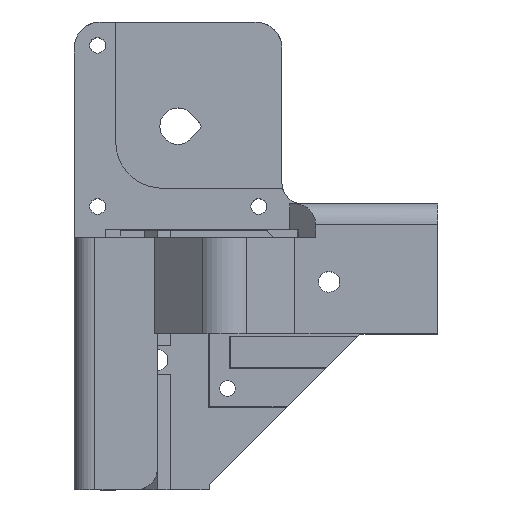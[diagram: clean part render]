
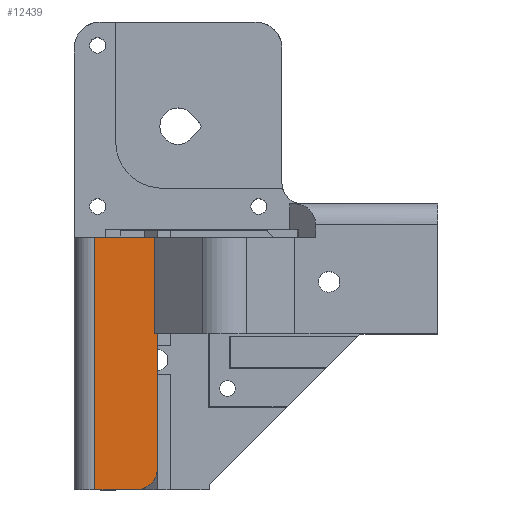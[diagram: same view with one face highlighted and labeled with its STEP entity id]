
A CAD part, top view. The second image highlights one B-rep face of the part: STEP entity #12439.
In plain terms, the highlighted planar face has unit normal (0, 0, 1).
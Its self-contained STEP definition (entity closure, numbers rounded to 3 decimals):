
#1136 = PLANE('',#1137);
#1137 = AXIS2_PLACEMENT_3D('',#1138,#1139,#1140);
#1138 = CARTESIAN_POINT('',(22.745,-40.,-7.416));
#1139 = DIRECTION('',(0.,-1.,0.));
#1140 = DIRECTION('',(-1.,0.,0.));
#1187 = PLANE('',#1188);
#1188 = AXIS2_PLACEMENT_3D('',#1189,#1190,#1191);
#1189 = CARTESIAN_POINT('',(-4.,-82.086,5.));
#1190 = DIRECTION('',(-1.,-0.,-0.));
#1191 = DIRECTION('',(0.,-1.,0.));
#1220 = CYLINDRICAL_SURFACE('',#1221,4.);
#1221 = AXIS2_PLACEMENT_3D('',#1222,#1223,#1224);
#1222 = CARTESIAN_POINT('',(-8.,-66.,-15.));
#1223 = DIRECTION('',(0.,0.,1.));
#1224 = DIRECTION('',(-0.,-1.,-0.));
#1248 = PLANE('',#1249);
#1249 = AXIS2_PLACEMENT_3D('',#1250,#1251,#1252);
#1250 = CARTESIAN_POINT('',(-7.393,-70.,-11.27));
#1251 = DIRECTION('',(0.,-1.,0.));
#1252 = DIRECTION('',(0.,0.,1.));
#1299 = PLANE('',#1300);
#1300 = AXIS2_PLACEMENT_3D('',#1301,#1302,#1303);
#1301 = CARTESIAN_POINT('',(3.423,-21.5,4.789));
#1302 = DIRECTION('',(0.,1.,0.));
#1303 = DIRECTION('',(0.,0.,-1.));
#5535 = VERTEX_POINT('',#5536);
#5536 = CARTESIAN_POINT('',(-4.485,-21.5,5.));
#5550 = PLANE('',#5551);
#5551 = AXIS2_PLACEMENT_3D('',#5552,#5553,#5554);
#5552 = CARTESIAN_POINT('',(-7.527,-40.,1.958));
#5553 = DIRECTION('',(-0.707,0.,0.707)
  );
#5554 = DIRECTION('',(-0.707,0.,
    -0.707));
#5562 = EDGE_CURVE('',#5535,#5563,#5565,.T.);
#5563 = VERTEX_POINT('',#5564);
#5564 = CARTESIAN_POINT('',(-16.,-21.5,5.));
#5565 = SURFACE_CURVE('',#5566,(#5570,#5577),.PCURVE_S1.);
#5566 = LINE('',#5567,#5568);
#5567 = CARTESIAN_POINT('',(35.75,-21.5,5.));
#5568 = VECTOR('',#5569,1.);
#5569 = DIRECTION('',(-1.,-0.,-0.));
#5570 = PCURVE('',#1299,#5571);
#5571 = DEFINITIONAL_REPRESENTATION('',(#5572),#5576);
#5572 = LINE('',#5573,#5574);
#5573 = CARTESIAN_POINT('',(-0.211,-32.327));
#5574 = VECTOR('',#5575,1.);
#5575 = DIRECTION('',(-0.,1.));
#5576 = ( GEOMETRIC_REPRESENTATION_CONTEXT(2) 
PARAMETRIC_REPRESENTATION_CONTEXT() REPRESENTATION_CONTEXT('2D SPACE',''
  ) );
#5577 = PCURVE('',#5578,#5583);
#5578 = PLANE('',#5579);
#5579 = AXIS2_PLACEMENT_3D('',#5580,#5581,#5582);
#5580 = CARTESIAN_POINT('',(50.,-15.,5.));
#5581 = DIRECTION('',(-0.,-0.,-1.));
#5582 = DIRECTION('',(-1.,0.,0.));
#5583 = DEFINITIONAL_REPRESENTATION('',(#5584),#5588);
#5584 = LINE('',#5585,#5586);
#5585 = CARTESIAN_POINT('',(14.25,-6.5));
#5586 = VECTOR('',#5587,1.);
#5587 = DIRECTION('',(1.,-0.));
#5588 = ( GEOMETRIC_REPRESENTATION_CONTEXT(2) 
PARAMETRIC_REPRESENTATION_CONTEXT() REPRESENTATION_CONTEXT('2D SPACE',''
  ) );
#5611 = CYLINDRICAL_SURFACE('',#5612,4.);
#5612 = AXIS2_PLACEMENT_3D('',#5613,#5614,#5615);
#5613 = CARTESIAN_POINT('',(-16.,-70.,1.));
#5614 = DIRECTION('',(0.,1.,0.));
#5615 = DIRECTION('',(0.,0.,1.));
#5891 = EDGE_CURVE('',#5892,#5894,#5896,.T.);
#5892 = VERTEX_POINT('',#5893);
#5893 = CARTESIAN_POINT('',(-8.,-70.,5.));
#5894 = VERTEX_POINT('',#5895);
#5895 = CARTESIAN_POINT('',(-16.,-70.,5.));
#5896 = SURFACE_CURVE('',#5897,(#5901,#5908),.PCURVE_S1.);
#5897 = LINE('',#5898,#5899);
#5898 = CARTESIAN_POINT('',(6.,-70.,5.));
#5899 = VECTOR('',#5900,1.);
#5900 = DIRECTION('',(-1.,-0.,-0.));
#5901 = PCURVE('',#1248,#5902);
#5902 = DEFINITIONAL_REPRESENTATION('',(#5903),#5907);
#5903 = LINE('',#5904,#5905);
#5904 = CARTESIAN_POINT('',(16.27,-13.393));
#5905 = VECTOR('',#5906,1.);
#5906 = DIRECTION('',(-0.,1.));
#5907 = ( GEOMETRIC_REPRESENTATION_CONTEXT(2) 
PARAMETRIC_REPRESENTATION_CONTEXT() REPRESENTATION_CONTEXT('2D SPACE',''
  ) );
#5908 = PCURVE('',#5578,#5909);
#5909 = DEFINITIONAL_REPRESENTATION('',(#5910),#5914);
#5910 = LINE('',#5911,#5912);
#5911 = CARTESIAN_POINT('',(44.,-55.));
#5912 = VECTOR('',#5913,1.);
#5913 = DIRECTION('',(1.,-0.));
#5914 = ( GEOMETRIC_REPRESENTATION_CONTEXT(2) 
PARAMETRIC_REPRESENTATION_CONTEXT() REPRESENTATION_CONTEXT('2D SPACE',''
  ) );
#6263 = VERTEX_POINT('',#6264);
#6264 = CARTESIAN_POINT('',(-4.,-66.,5.));
#6285 = EDGE_CURVE('',#5892,#6263,#6286,.T.);
#6286 = SURFACE_CURVE('',#6287,(#6292,#6299),.PCURVE_S1.);
#6287 = CIRCLE('',#6288,4.);
#6288 = AXIS2_PLACEMENT_3D('',#6289,#6290,#6291);
#6289 = CARTESIAN_POINT('',(-8.,-66.,5.));
#6290 = DIRECTION('',(0.,0.,1.));
#6291 = DIRECTION('',(-0.,-1.,-0.));
#6292 = PCURVE('',#1220,#6293);
#6293 = DEFINITIONAL_REPRESENTATION('',(#6294),#6298);
#6294 = LINE('',#6295,#6296);
#6295 = CARTESIAN_POINT('',(0.,20.));
#6296 = VECTOR('',#6297,1.);
#6297 = DIRECTION('',(1.,0.));
#6298 = ( GEOMETRIC_REPRESENTATION_CONTEXT(2) 
PARAMETRIC_REPRESENTATION_CONTEXT() REPRESENTATION_CONTEXT('2D SPACE',''
  ) );
#6299 = PCURVE('',#5578,#6300);
#6300 = DEFINITIONAL_REPRESENTATION('',(#6301),#6309);
#6301 = ( BOUNDED_CURVE() B_SPLINE_CURVE(2,(#6302,#6303,#6304,#6305,
#6306,#6307,#6308),.UNSPECIFIED.,.T.,.F.) B_SPLINE_CURVE_WITH_KNOTS((1,2
    ,2,2,2,1),(-2.094,0.,2.094,4.189,
6.283,8.378),.UNSPECIFIED.) CURVE() 
GEOMETRIC_REPRESENTATION_ITEM() RATIONAL_B_SPLINE_CURVE((1.,0.5,1.,0.5,
1.,0.5,1.)) REPRESENTATION_ITEM('') );
#6302 = CARTESIAN_POINT('',(58.,-55.));
#6303 = CARTESIAN_POINT('',(51.072,-55.));
#6304 = CARTESIAN_POINT('',(54.536,-49.));
#6305 = CARTESIAN_POINT('',(58.,-43.));
#6306 = CARTESIAN_POINT('',(61.464,-49.));
#6307 = CARTESIAN_POINT('',(64.928,-55.));
#6308 = CARTESIAN_POINT('',(58.,-55.));
#6309 = ( GEOMETRIC_REPRESENTATION_CONTEXT(2) 
PARAMETRIC_REPRESENTATION_CONTEXT() REPRESENTATION_CONTEXT('2D SPACE',''
  ) );
#6314 = EDGE_CURVE('',#6315,#6317,#6319,.T.);
#6315 = VERTEX_POINT('',#6316);
#6316 = CARTESIAN_POINT('',(-4.485,-40.,5.));
#6317 = VERTEX_POINT('',#6318);
#6318 = CARTESIAN_POINT('',(-4.,-40.,5.));
#6319 = SURFACE_CURVE('',#6320,(#6324,#6331),.PCURVE_S1.);
#6320 = LINE('',#6321,#6322);
#6321 = CARTESIAN_POINT('',(29.5,-40.,5.));
#6322 = VECTOR('',#6323,1.);
#6323 = DIRECTION('',(1.,0.,0.));
#6324 = PCURVE('',#1136,#6325);
#6325 = DEFINITIONAL_REPRESENTATION('',(#6326),#6330);
#6326 = LINE('',#6327,#6328);
#6327 = CARTESIAN_POINT('',(-6.755,-12.416));
#6328 = VECTOR('',#6329,1.);
#6329 = DIRECTION('',(-1.,0.));
#6330 = ( GEOMETRIC_REPRESENTATION_CONTEXT(2) 
PARAMETRIC_REPRESENTATION_CONTEXT() REPRESENTATION_CONTEXT('2D SPACE',''
  ) );
#6331 = PCURVE('',#5578,#6332);
#6332 = DEFINITIONAL_REPRESENTATION('',(#6333),#6337);
#6333 = LINE('',#6334,#6335);
#6334 = CARTESIAN_POINT('',(20.5,-25.));
#6335 = VECTOR('',#6336,1.);
#6336 = DIRECTION('',(-1.,0.));
#6337 = ( GEOMETRIC_REPRESENTATION_CONTEXT(2) 
PARAMETRIC_REPRESENTATION_CONTEXT() REPRESENTATION_CONTEXT('2D SPACE',''
  ) );
#6560 = EDGE_CURVE('',#6263,#6317,#6561,.T.);
#6561 = SURFACE_CURVE('',#6562,(#6566,#6573),.PCURVE_S1.);
#6562 = LINE('',#6563,#6564);
#6563 = CARTESIAN_POINT('',(-4.,-82.086,5.));
#6564 = VECTOR('',#6565,1.);
#6565 = DIRECTION('',(0.,1.,0.));
#6566 = PCURVE('',#1187,#6567);
#6567 = DEFINITIONAL_REPRESENTATION('',(#6568),#6572);
#6568 = LINE('',#6569,#6570);
#6569 = CARTESIAN_POINT('',(-0.,0.));
#6570 = VECTOR('',#6571,1.);
#6571 = DIRECTION('',(-1.,0.));
#6572 = ( GEOMETRIC_REPRESENTATION_CONTEXT(2) 
PARAMETRIC_REPRESENTATION_CONTEXT() REPRESENTATION_CONTEXT('2D SPACE',''
  ) );
#6573 = PCURVE('',#5578,#6574);
#6574 = DEFINITIONAL_REPRESENTATION('',(#6575),#6579);
#6575 = LINE('',#6576,#6577);
#6576 = CARTESIAN_POINT('',(54.,-67.086));
#6577 = VECTOR('',#6578,1.);
#6578 = DIRECTION('',(-0.,1.));
#6579 = ( GEOMETRIC_REPRESENTATION_CONTEXT(2) 
PARAMETRIC_REPRESENTATION_CONTEXT() REPRESENTATION_CONTEXT('2D SPACE',''
  ) );
#12417 = EDGE_CURVE('',#5535,#6315,#12418,.T.);
#12418 = SURFACE_CURVE('',#12419,(#12423,#12430),.PCURVE_S1.);
#12419 = LINE('',#12420,#12421);
#12420 = CARTESIAN_POINT('',(-4.485,-27.5,5.));
#12421 = VECTOR('',#12422,1.);
#12422 = DIRECTION('',(0.,-1.,-0.));
#12423 = PCURVE('',#5550,#12424);
#12424 = DEFINITIONAL_REPRESENTATION('',(#12425),#12429);
#12425 = LINE('',#12426,#12427);
#12426 = CARTESIAN_POINT('',(-4.302,-12.5));
#12427 = VECTOR('',#12428,1.);
#12428 = DIRECTION('',(0.,1.));
#12429 = ( GEOMETRIC_REPRESENTATION_CONTEXT(2) 
PARAMETRIC_REPRESENTATION_CONTEXT() REPRESENTATION_CONTEXT('2D SPACE',''
  ) );
#12430 = PCURVE('',#5578,#12431);
#12431 = DEFINITIONAL_REPRESENTATION('',(#12432),#12436);
#12432 = LINE('',#12433,#12434);
#12433 = CARTESIAN_POINT('',(54.485,-12.5));
#12434 = VECTOR('',#12435,1.);
#12435 = DIRECTION('',(0.,-1.));
#12436 = ( GEOMETRIC_REPRESENTATION_CONTEXT(2) 
PARAMETRIC_REPRESENTATION_CONTEXT() REPRESENTATION_CONTEXT('2D SPACE',''
  ) );
#12439 = ADVANCED_FACE('',(#12440),#5578,.F.);
#12440 = FACE_BOUND('',#12441,.T.);
#12441 = EDGE_LOOP('',(#12442,#12443,#12444,#12445,#12446,#12447,#12448)
  );
#12442 = ORIENTED_EDGE('',*,*,#5891,.F.);
#12443 = ORIENTED_EDGE('',*,*,#6285,.T.);
#12444 = ORIENTED_EDGE('',*,*,#6560,.T.);
#12445 = ORIENTED_EDGE('',*,*,#6314,.F.);
#12446 = ORIENTED_EDGE('',*,*,#12417,.F.);
#12447 = ORIENTED_EDGE('',*,*,#5562,.T.);
#12448 = ORIENTED_EDGE('',*,*,#12449,.F.);
#12449 = EDGE_CURVE('',#5894,#5563,#12450,.T.);
#12450 = SURFACE_CURVE('',#12451,(#12455,#12462),.PCURVE_S1.);
#12451 = LINE('',#12452,#12453);
#12452 = CARTESIAN_POINT('',(-16.,-70.,5.));
#12453 = VECTOR('',#12454,1.);
#12454 = DIRECTION('',(0.,1.,0.));
#12455 = PCURVE('',#5578,#12456);
#12456 = DEFINITIONAL_REPRESENTATION('',(#12457),#12461);
#12457 = LINE('',#12458,#12459);
#12458 = CARTESIAN_POINT('',(66.,-55.));
#12459 = VECTOR('',#12460,1.);
#12460 = DIRECTION('',(-0.,1.));
#12461 = ( GEOMETRIC_REPRESENTATION_CONTEXT(2) 
PARAMETRIC_REPRESENTATION_CONTEXT() REPRESENTATION_CONTEXT('2D SPACE',''
  ) );
#12462 = PCURVE('',#5611,#12463);
#12463 = DEFINITIONAL_REPRESENTATION('',(#12464),#12468);
#12464 = LINE('',#12465,#12466);
#12465 = CARTESIAN_POINT('',(-0.,0.));
#12466 = VECTOR('',#12467,1.);
#12467 = DIRECTION('',(-0.,1.));
#12468 = ( GEOMETRIC_REPRESENTATION_CONTEXT(2) 
PARAMETRIC_REPRESENTATION_CONTEXT() REPRESENTATION_CONTEXT('2D SPACE',''
  ) );
